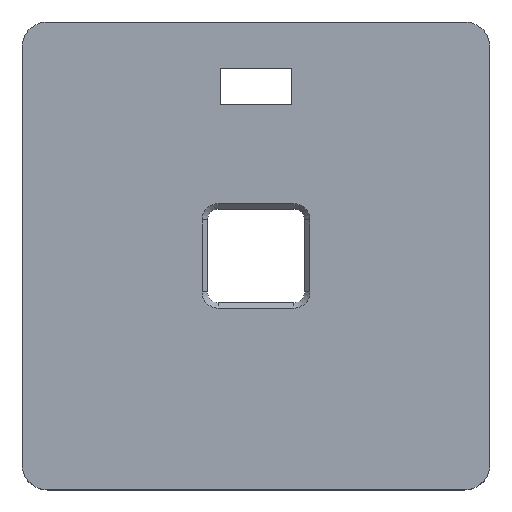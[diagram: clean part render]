
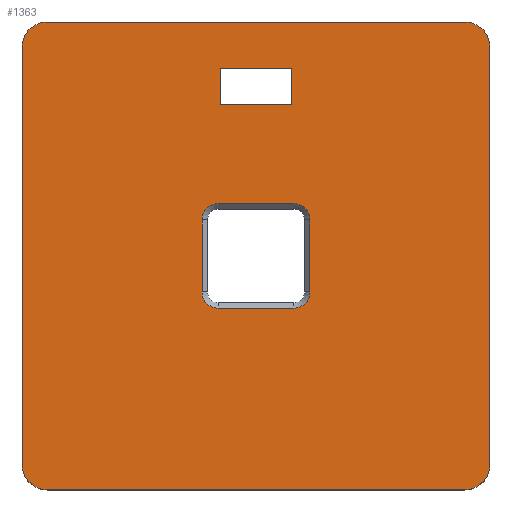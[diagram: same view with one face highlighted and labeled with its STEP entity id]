
A CAD part, top view. The second image highlights one B-rep face of the part: STEP entity #1363.
In plain terms, the highlighted planar face has unit normal (0, 0, 1).
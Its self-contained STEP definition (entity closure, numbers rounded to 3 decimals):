
#964=CARTESIAN_POINT('',(113.,-120.,20.));
#965=VERTEX_POINT('',#964);
#972=CARTESIAN_POINT('',(-3.,-120.,20.));
#973=VERTEX_POINT('',#972);
#974=CARTESIAN_POINT('',(-3.,-120.,20.));
#975=DIRECTION('',(1.,0.,-0.));
#976=VECTOR('',#975,116.);
#977=LINE('',#974,#976);
#978=EDGE_CURVE('',#973,#965,#977,.T.);
#1064=CARTESIAN_POINT('',(120.,-113.,20.));
#1065=VERTEX_POINT('',#1064);
#1066=CARTESIAN_POINT('',(120.,3.,20.));
#1067=VERTEX_POINT('',#1066);
#1068=CARTESIAN_POINT('',(120.,-113.,20.));
#1069=DIRECTION('',(0.,1.,0.));
#1070=VECTOR('',#1069,116.);
#1071=LINE('',#1068,#1070);
#1072=EDGE_CURVE('',#1065,#1067,#1071,.T.);
#1144=CARTESIAN_POINT('',(-10.,-113.,20.));
#1145=VERTEX_POINT('',#1144);
#1152=CARTESIAN_POINT('',(-10.,3.,20.));
#1153=VERTEX_POINT('',#1152);
#1154=CARTESIAN_POINT('',(-10.,3.,20.));
#1155=DIRECTION('',(0.,-1.,0.));
#1156=VECTOR('',#1155,116.);
#1157=LINE('',#1154,#1156);
#1158=EDGE_CURVE('',#1153,#1145,#1157,.T.);
#1211=CARTESIAN_POINT('',(0.,0.,20.));
#1212=DIRECTION('',(0.,0.,1.));
#1213=DIRECTION('',(1.,0.,0.));
#1214=AXIS2_PLACEMENT_3D('',#1211,#1212,#1213);
#1215=PLANE('',#1214);
#1216=CARTESIAN_POINT('',(70.,-45.,20.));
#1217=VERTEX_POINT('',#1216);
#1218=CARTESIAN_POINT('',(70.,-65.,20.));
#1219=VERTEX_POINT('',#1218);
#1220=CARTESIAN_POINT('',(70.,-45.,20.));
#1221=DIRECTION('',(0.,-1.,0.));
#1222=VECTOR('',#1221,20.);
#1223=LINE('',#1220,#1222);
#1224=EDGE_CURVE('',#1217,#1219,#1223,.T.);
#1225=ORIENTED_EDGE('',*,*,#1224,.T.);
#1226=CARTESIAN_POINT('',(65.5,-69.5,20.));
#1227=VERTEX_POINT('',#1226);
#1228=CARTESIAN_POINT('',(65.5,-65.,20.));
#1229=DIRECTION('',(-0.,-0.,-1.));
#1230=DIRECTION('',(1.,0.,-0.));
#1231=AXIS2_PLACEMENT_3D('',#1228,#1229,#1230);
#1232=CIRCLE('',#1231,4.5);
#1233=EDGE_CURVE('',#1219,#1227,#1232,.T.);
#1234=ORIENTED_EDGE('',*,*,#1233,.T.);
#1235=CARTESIAN_POINT('',(44.5,-69.5,20.));
#1236=VERTEX_POINT('',#1235);
#1237=CARTESIAN_POINT('',(65.5,-69.5,20.));
#1238=DIRECTION('',(-1.,0.,0.));
#1239=VECTOR('',#1238,21.);
#1240=LINE('',#1237,#1239);
#1241=EDGE_CURVE('',#1227,#1236,#1240,.T.);
#1242=ORIENTED_EDGE('',*,*,#1241,.T.);
#1243=CARTESIAN_POINT('',(40.,-65.,20.));
#1244=VERTEX_POINT('',#1243);
#1245=CARTESIAN_POINT('',(44.5,-65.,20.));
#1246=DIRECTION('',(-0.,-0.,-1.));
#1247=DIRECTION('',(1.,0.,-0.));
#1248=AXIS2_PLACEMENT_3D('',#1245,#1246,#1247);
#1249=CIRCLE('',#1248,4.5);
#1250=EDGE_CURVE('',#1236,#1244,#1249,.T.);
#1251=ORIENTED_EDGE('',*,*,#1250,.T.);
#1252=CARTESIAN_POINT('',(40.,-45.,20.));
#1253=VERTEX_POINT('',#1252);
#1254=CARTESIAN_POINT('',(40.,-65.,20.));
#1255=DIRECTION('',(0.,1.,0.));
#1256=VECTOR('',#1255,20.);
#1257=LINE('',#1254,#1256);
#1258=EDGE_CURVE('',#1244,#1253,#1257,.T.);
#1259=ORIENTED_EDGE('',*,*,#1258,.T.);
#1260=CARTESIAN_POINT('',(44.5,-40.5,20.));
#1261=VERTEX_POINT('',#1260);
#1262=CARTESIAN_POINT('',(44.5,-45.,20.));
#1263=DIRECTION('',(-0.,-0.,-1.));
#1264=DIRECTION('',(1.,0.,-0.));
#1265=AXIS2_PLACEMENT_3D('',#1262,#1263,#1264);
#1266=CIRCLE('',#1265,4.5);
#1267=EDGE_CURVE('',#1253,#1261,#1266,.T.);
#1268=ORIENTED_EDGE('',*,*,#1267,.T.);
#1269=CARTESIAN_POINT('',(65.5,-40.5,20.));
#1270=VERTEX_POINT('',#1269);
#1271=CARTESIAN_POINT('',(44.5,-40.5,20.));
#1272=DIRECTION('',(1.,0.,0.));
#1273=VECTOR('',#1272,21.);
#1274=LINE('',#1271,#1273);
#1275=EDGE_CURVE('',#1261,#1270,#1274,.T.);
#1276=ORIENTED_EDGE('',*,*,#1275,.T.);
#1277=CARTESIAN_POINT('',(65.5,-45.,20.));
#1278=DIRECTION('',(-0.,-0.,-1.));
#1279=DIRECTION('',(1.,0.,-0.));
#1280=AXIS2_PLACEMENT_3D('',#1277,#1278,#1279);
#1281=CIRCLE('',#1280,4.5);
#1282=EDGE_CURVE('',#1270,#1217,#1281,.T.);
#1283=ORIENTED_EDGE('',*,*,#1282,.T.);
#1284=EDGE_LOOP('',(#1225,#1234,#1242,#1251,#1259,#1268,#1276,#1283));
#1285=FACE_BOUND('',#1284,.T.);
#1286=ORIENTED_EDGE('',*,*,#978,.T.);
#1287=CARTESIAN_POINT('',(113.,-113.,20.));
#1288=DIRECTION('',(0.,0.,1.));
#1289=DIRECTION('',(1.,0.,-0.));
#1290=AXIS2_PLACEMENT_3D('',#1287,#1288,#1289);
#1291=CIRCLE('',#1290,7.);
#1292=EDGE_CURVE('',#965,#1065,#1291,.T.);
#1293=ORIENTED_EDGE('',*,*,#1292,.T.);
#1294=ORIENTED_EDGE('',*,*,#1072,.T.);
#1295=CARTESIAN_POINT('',(113.,10.,20.));
#1296=VERTEX_POINT('',#1295);
#1297=CARTESIAN_POINT('',(113.,3.,20.));
#1298=DIRECTION('',(0.,0.,1.));
#1299=DIRECTION('',(1.,0.,-0.));
#1300=AXIS2_PLACEMENT_3D('',#1297,#1298,#1299);
#1301=CIRCLE('',#1300,7.);
#1302=EDGE_CURVE('',#1067,#1296,#1301,.T.);
#1303=ORIENTED_EDGE('',*,*,#1302,.T.);
#1304=CARTESIAN_POINT('',(-3.,10.,20.));
#1305=VERTEX_POINT('',#1304);
#1306=CARTESIAN_POINT('',(113.,10.,20.));
#1307=DIRECTION('',(-1.,0.,0.));
#1308=VECTOR('',#1307,116.);
#1309=LINE('',#1306,#1308);
#1310=EDGE_CURVE('',#1296,#1305,#1309,.T.);
#1311=ORIENTED_EDGE('',*,*,#1310,.T.);
#1312=CARTESIAN_POINT('',(-3.,3.,20.));
#1313=DIRECTION('',(0.,0.,1.));
#1314=DIRECTION('',(1.,0.,-0.));
#1315=AXIS2_PLACEMENT_3D('',#1312,#1313,#1314);
#1316=CIRCLE('',#1315,7.);
#1317=EDGE_CURVE('',#1305,#1153,#1316,.T.);
#1318=ORIENTED_EDGE('',*,*,#1317,.T.);
#1319=ORIENTED_EDGE('',*,*,#1158,.T.);
#1320=CARTESIAN_POINT('',(-3.,-113.,20.));
#1321=DIRECTION('',(0.,0.,1.));
#1322=DIRECTION('',(1.,0.,-0.));
#1323=AXIS2_PLACEMENT_3D('',#1320,#1321,#1322);
#1324=CIRCLE('',#1323,7.);
#1325=EDGE_CURVE('',#1145,#973,#1324,.T.);
#1326=ORIENTED_EDGE('',*,*,#1325,.T.);
#1327=EDGE_LOOP('',(#1286,#1293,#1294,#1303,#1311,#1318,#1319,#1326));
#1328=FACE_BOUND('',#1327,.T.);
#1329=CARTESIAN_POINT('',(65.,-12.875,20.));
#1330=VERTEX_POINT('',#1329);
#1331=CARTESIAN_POINT('',(65.,-2.875,20.));
#1332=VERTEX_POINT('',#1331);
#1333=CARTESIAN_POINT('',(65.,-12.875,20.));
#1334=DIRECTION('',(0.,1.,0.));
#1335=VECTOR('',#1334,10.);
#1336=LINE('',#1333,#1335);
#1337=EDGE_CURVE('',#1330,#1332,#1336,.T.);
#1338=ORIENTED_EDGE('',*,*,#1337,.F.);
#1339=CARTESIAN_POINT('',(45.,-12.875,20.));
#1340=VERTEX_POINT('',#1339);
#1341=CARTESIAN_POINT('',(45.,-12.875,20.));
#1342=DIRECTION('',(1.,-0.,0.));
#1343=VECTOR('',#1342,20.);
#1344=LINE('',#1341,#1343);
#1345=EDGE_CURVE('',#1340,#1330,#1344,.T.);
#1346=ORIENTED_EDGE('',*,*,#1345,.F.);
#1347=CARTESIAN_POINT('',(45.,-2.875,20.));
#1348=VERTEX_POINT('',#1347);
#1349=CARTESIAN_POINT('',(45.,-2.875,20.));
#1350=DIRECTION('',(0.,-1.,0.));
#1351=VECTOR('',#1350,10.);
#1352=LINE('',#1349,#1351);
#1353=EDGE_CURVE('',#1348,#1340,#1352,.T.);
#1354=ORIENTED_EDGE('',*,*,#1353,.F.);
#1355=CARTESIAN_POINT('',(65.,-2.875,20.));
#1356=DIRECTION('',(-1.,0.,0.));
#1357=VECTOR('',#1356,20.);
#1358=LINE('',#1355,#1357);
#1359=EDGE_CURVE('',#1332,#1348,#1358,.T.);
#1360=ORIENTED_EDGE('',*,*,#1359,.F.);
#1361=EDGE_LOOP('',(#1338,#1346,#1354,#1360));
#1362=FACE_BOUND('',#1361,.T.);
#1363=ADVANCED_FACE('',(#1285,#1328,#1362),#1215,.T.);
